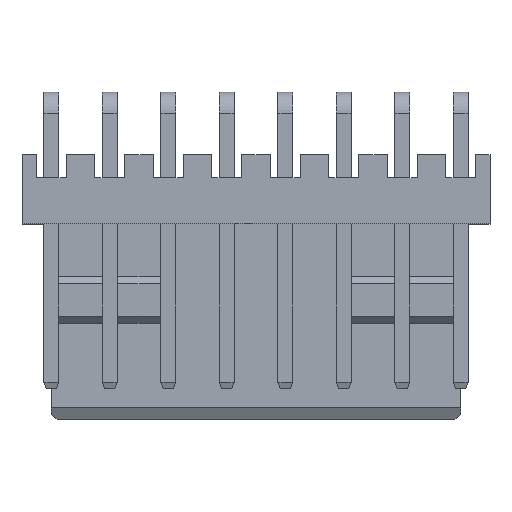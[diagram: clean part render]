
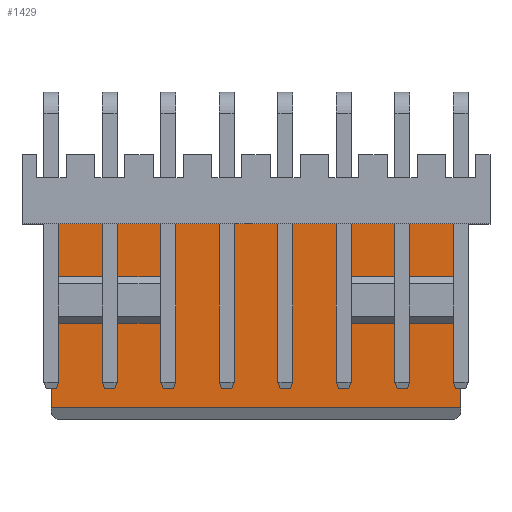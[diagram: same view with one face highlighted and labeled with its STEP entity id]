
A CAD part, top view. The second image highlights one B-rep face of the part: STEP entity #1429.
In plain terms, the highlighted planar face has unit normal (0, 0, 1).
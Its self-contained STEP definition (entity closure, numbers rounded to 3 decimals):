
#1429=ADVANCED_FACE('',(#3202),#3204,.T.);
#3202=FACE_BOUND('',#3203,.T.);
#3203=EDGE_LOOP('',(#4469,#4470,#4471,#4472,#4473,#4474,#4475,#4476,#4477,#4478,
#4479,#4480));
#3204=PLANE('',#3205);
#3205=AXIS2_PLACEMENT_3D('',#3206,#3207,#3208);
#3206=CARTESIAN_POINT('',(17.78,-7.7,0.9));
#3207=DIRECTION('',(0.,0.,1.));
#3208=DIRECTION('',(0.,1.,0.));
#4469=ORIENTED_EDGE('',*,*,#5287,.T.);
#4470=ORIENTED_EDGE('',*,*,#5288,.F.);
#4471=ORIENTED_EDGE('',*,*,#5289,.F.);
#4472=ORIENTED_EDGE('',*,*,#5290,.T.);
#4473=ORIENTED_EDGE('',*,*,#5291,.T.);
#4474=ORIENTED_EDGE('',*,*,#5292,.F.);
#4475=ORIENTED_EDGE('',*,*,#5293,.F.);
#4476=ORIENTED_EDGE('',*,*,#5294,.T.);
#4477=ORIENTED_EDGE('',*,*,#5295,.T.);
#4478=ORIENTED_EDGE('',*,*,#5296,.T.);
#4479=ORIENTED_EDGE('',*,*,#5297,.F.);
#4480=ORIENTED_EDGE('',*,*,#5298,.T.);
#5287=EDGE_CURVE('',#6048,#6049,#6050,.T.);
#5288=EDGE_CURVE('',#6051,#6049,#6052,.T.);
#5289=EDGE_CURVE('',#6053,#6051,#6054,.T.);
#5290=EDGE_CURVE('',#6053,#6055,#6056,.T.);
#5291=EDGE_CURVE('',#6055,#6057,#6058,.T.);
#5292=EDGE_CURVE('',#6059,#6057,#6060,.T.);
#5293=EDGE_CURVE('',#6061,#6059,#6062,.T.);
#5294=EDGE_CURVE('',#6061,#6063,#6064,.T.);
#5295=EDGE_CURVE('',#6063,#6065,#6066,.T.);
#5296=EDGE_CURVE('',#6065,#6067,#6068,.T.);
#5297=EDGE_CURVE('',#6069,#6067,#6070,.T.);
#5298=EDGE_CURVE('',#6069,#6048,#6071,.T.);
#6048=VERTEX_POINT('',#7647);
#6049=VERTEX_POINT('',#7648);
#6050=LINE('',#7649,#7650);
#6051=VERTEX_POINT('',#7652);
#6052=LINE('',#7653,#7654);
#6053=VERTEX_POINT('',#7656);
#6054=LINE('',#7657,#7658);
#6055=VERTEX_POINT('',#7660);
#6056=LINE('',#7661,#7662);
#6057=VERTEX_POINT('',#7664);
#6058=LINE('',#7665,#7666);
#6059=VERTEX_POINT('',#7668);
#6060=LINE('',#7669,#7670);
#6061=VERTEX_POINT('',#7672);
#6062=LINE('',#7673,#7674);
#6063=VERTEX_POINT('',#7676);
#6064=LINE('',#7677,#7678);
#6065=VERTEX_POINT('',#7680);
#6066=LINE('',#7681,#7682);
#6067=VERTEX_POINT('',#7684);
#6068=LINE('',#7685,#7686);
#6069=VERTEX_POINT('',#7688);
#6070=LINE('',#7689,#7690);
#6071=LINE('',#7692,#7693);
#7647=CARTESIAN_POINT('',(17.78,-5.4,0.9));
#7648=CARTESIAN_POINT('',(0.,-5.4,0.9));
#7649=CARTESIAN_POINT('',(17.78,-5.4,0.9));
#7650=VECTOR('',#7651,1.);
#7651=DIRECTION('',(-1.,0.,0.));
#7652=CARTESIAN_POINT('',(0.,-7.7,0.9));
#7653=CARTESIAN_POINT('',(0.,-7.7,0.9));
#7654=VECTOR('',#7655,1.);
#7655=DIRECTION('',(0.,1.,0.));
#7656=CARTESIAN_POINT('',(5.08,-7.7,0.9));
#7657=CARTESIAN_POINT('',(5.08,-7.7,0.9));
#7658=VECTOR('',#7659,1.);
#7659=DIRECTION('',(-1.,0.,0.));
#7660=CARTESIAN_POINT('',(5.08,-9.7,0.9));
#7661=CARTESIAN_POINT('',(5.08,-7.7,0.9));
#7662=VECTOR('',#7663,1.);
#7663=DIRECTION('',(0.,-1.,0.));
#7664=CARTESIAN_POINT('',(0.,-9.7,0.9));
#7665=CARTESIAN_POINT('',(5.08,-9.7,0.9));
#7666=VECTOR('',#7667,1.);
#7667=DIRECTION('',(-1.,0.,0.));
#7668=CARTESIAN_POINT('',(0.,-13.38,0.9));
#7669=CARTESIAN_POINT('',(0.,-13.38,0.9));
#7670=VECTOR('',#7671,1.);
#7671=DIRECTION('',(0.,1.,0.));
#7672=CARTESIAN_POINT('',(17.78,-13.38,0.9));
#7673=CARTESIAN_POINT('',(17.78,-13.38,0.9));
#7674=VECTOR('',#7675,1.);
#7675=DIRECTION('',(-1.,0.,0.));
#7676=CARTESIAN_POINT('',(17.78,-9.7,0.9));
#7677=CARTESIAN_POINT('',(17.78,-13.38,0.9));
#7678=VECTOR('',#7679,1.);
#7679=DIRECTION('',(0.,1.,0.));
#7680=CARTESIAN_POINT('',(12.7,-9.7,0.9));
#7681=CARTESIAN_POINT('',(17.78,-9.7,0.9));
#7682=VECTOR('',#7683,1.);
#7683=DIRECTION('',(-1.,0.,0.));
#7684=CARTESIAN_POINT('',(12.7,-7.7,0.9));
#7685=CARTESIAN_POINT('',(12.7,-9.7,0.9));
#7686=VECTOR('',#7687,1.);
#7687=DIRECTION('',(0.,1.,0.));
#7688=CARTESIAN_POINT('',(17.78,-7.7,0.9));
#7689=CARTESIAN_POINT('',(17.78,-7.7,0.9));
#7690=VECTOR('',#7691,1.);
#7691=DIRECTION('',(-1.,0.,0.));
#7692=CARTESIAN_POINT('',(17.78,-7.7,0.9));
#7693=VECTOR('',#7694,1.);
#7694=DIRECTION('',(0.,1.,0.));
